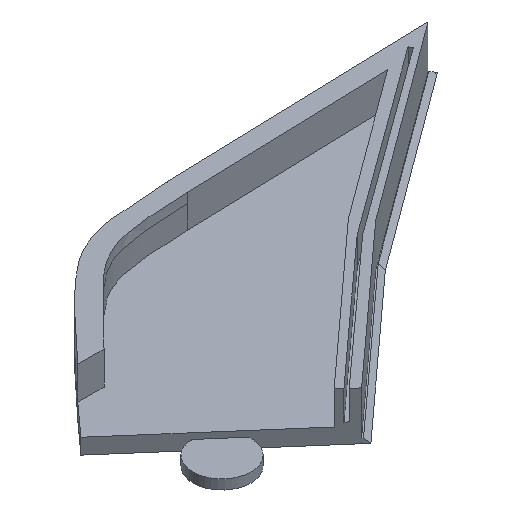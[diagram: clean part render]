
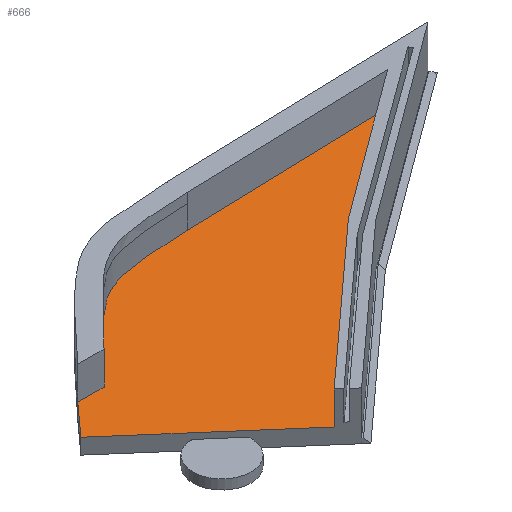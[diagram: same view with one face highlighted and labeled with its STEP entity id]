
A CAD part, isometric view. The second image highlights one B-rep face of the part: STEP entity #666.
In plain terms, the highlighted planar face has unit normal (0, 0, 1).
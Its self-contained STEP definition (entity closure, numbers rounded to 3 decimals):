
#25=B_SPLINE_CURVE_WITH_KNOTS('',3,(#1659,#1660,#1661,#1662,#1663,#1664,
#1665,#1666,#1667,#1668,#1669,#1670,#1671,#1672,#1673,#1674,#1675,#1676,
#1677,#1678,#1679,#1680,#1681,#1682,#1683,#1684,#1685,#1686,#1687,#1688,
#1689,#1690,#1691,#1692),.UNSPECIFIED.,.F.,.F.,(4,3,3,3,3,3,3,3,3,3,3,4),
(-2.215,-2.029,-1.839,-1.645,
-1.439,-1.234,-1.026,-0.812,
-0.593,-0.369,-0.139,0.),
 .UNSPECIFIED.);
#26=B_SPLINE_CURVE_WITH_KNOTS('',3,(#1710,#1711,#1712,#1713,#1714,#1715,
#1716,#1717,#1718,#1719,#1720,#1721,#1722,#1723,#1724,#1725,#1726,#1727,
#1728,#1729,#1730,#1731,#1732,#1733),.UNSPECIFIED.,.F.,.F.,(4,2,2,2,2,2,
2,2,2,2,2,4),(-15.182,-14.738,-13.64,-12.43,
-11.035,-9.339,-7.361,-6.844,
-4.813,-3.046,-1.477,0.),.UNSPECIFIED.);
#60=FACE_OUTER_BOUND('',#94,.T.);
#94=EDGE_LOOP('',(#521,#522,#523,#524,#525,#526,#527));
#159=LINE('',#1649,#241);
#166=LINE('',#1704,#248);
#167=LINE('',#1706,#249);
#168=LINE('',#1708,#250);
#169=LINE('',#1734,#251);
#241=VECTOR('',#808,10.);
#248=VECTOR('',#823,10.);
#249=VECTOR('',#824,10.);
#250=VECTOR('',#825,10.);
#251=VECTOR('',#826,10.);
#315=VERTEX_POINT('',#1646);
#316=VERTEX_POINT('',#1648);
#317=VERTEX_POINT('',#1657);
#318=VERTEX_POINT('',#1658);
#321=VERTEX_POINT('',#1705);
#322=VERTEX_POINT('',#1707);
#323=VERTEX_POINT('',#1709);
#393=EDGE_CURVE('',#315,#316,#159,.T.);
#395=EDGE_CURVE('',#317,#318,#25,.T.);
#402=EDGE_CURVE('',#316,#317,#166,.T.);
#403=EDGE_CURVE('',#321,#315,#167,.T.);
#404=EDGE_CURVE('',#322,#321,#168,.T.);
#405=EDGE_CURVE('',#323,#322,#26,.T.);
#406=EDGE_CURVE('',#318,#323,#169,.T.);
#521=ORIENTED_EDGE('',*,*,#402,.F.);
#522=ORIENTED_EDGE('',*,*,#393,.F.);
#523=ORIENTED_EDGE('',*,*,#403,.F.);
#524=ORIENTED_EDGE('',*,*,#404,.F.);
#525=ORIENTED_EDGE('',*,*,#405,.F.);
#526=ORIENTED_EDGE('',*,*,#406,.F.);
#527=ORIENTED_EDGE('',*,*,#395,.F.);
#635=PLANE('',#712);
#666=ADVANCED_FACE('',(#60),#635,.T.);
#712=AXIS2_PLACEMENT_3D('',#1703,#821,#822);
#808=DIRECTION('',(-0.74,-0.672,0.));
#821=DIRECTION('center_axis',(0.,0.,1.));
#822=DIRECTION('ref_axis',(1.,0.,0.));
#823=DIRECTION('',(-0.755,0.656,0.));
#824=DIRECTION('',(-0.805,-0.593,0.));
#825=DIRECTION('',(1.,0.03,0.));
#826=DIRECTION('',(1.,0.,0.));
#1646=CARTESIAN_POINT('',(701.817,-67.45,8.196));
#1648=CARTESIAN_POINT('',(621.84,-140.057,8.196));
#1649=CARTESIAN_POINT('',(542.791,-211.822,8.196));
#1657=CARTESIAN_POINT('',(551.775,-79.225,8.196));
#1658=CARTESIAN_POINT('',(566.66,-62.736,8.196));
#1659=CARTESIAN_POINT('Ctrl Pts',(551.775,-79.225,8.196));
#1660=CARTESIAN_POINT('Ctrl Pts',(552.28,-78.662,8.196));
#1661=CARTESIAN_POINT('Ctrl Pts',(552.775,-78.11,8.196));
#1662=CARTESIAN_POINT('Ctrl Pts',(553.262,-77.567,8.196));
#1663=CARTESIAN_POINT('Ctrl Pts',(553.76,-77.013,8.196));
#1664=CARTESIAN_POINT('Ctrl Pts',(554.249,-76.469,8.196));
#1665=CARTESIAN_POINT('Ctrl Pts',(554.729,-75.935,8.196));
#1666=CARTESIAN_POINT('Ctrl Pts',(555.22,-75.389,8.196));
#1667=CARTESIAN_POINT('Ctrl Pts',(555.701,-74.853,8.196));
#1668=CARTESIAN_POINT('Ctrl Pts',(556.175,-74.327,8.196));
#1669=CARTESIAN_POINT('Ctrl Pts',(556.676,-73.77,8.196));
#1670=CARTESIAN_POINT('Ctrl Pts',(557.169,-73.223,8.196));
#1671=CARTESIAN_POINT('Ctrl Pts',(557.652,-72.687,8.196));
#1672=CARTESIAN_POINT('Ctrl Pts',(558.133,-72.153,8.196));
#1673=CARTESIAN_POINT('Ctrl Pts',(558.606,-71.628,8.196));
#1674=CARTESIAN_POINT('Ctrl Pts',(559.071,-71.114,8.196));
#1675=CARTESIAN_POINT('Ctrl Pts',(559.544,-70.589,8.196));
#1676=CARTESIAN_POINT('Ctrl Pts',(560.01,-70.073,8.196));
#1677=CARTESIAN_POINT('Ctrl Pts',(560.467,-69.567,8.196));
#1678=CARTESIAN_POINT('Ctrl Pts',(560.933,-69.051,8.196));
#1679=CARTESIAN_POINT('Ctrl Pts',(561.391,-68.545,8.196));
#1680=CARTESIAN_POINT('Ctrl Pts',(561.841,-68.047,8.196));
#1681=CARTESIAN_POINT('Ctrl Pts',(562.305,-67.535,8.196));
#1682=CARTESIAN_POINT('Ctrl Pts',(562.761,-67.031,8.196));
#1683=CARTESIAN_POINT('Ctrl Pts',(563.208,-66.537,8.196));
#1684=CARTESIAN_POINT('Ctrl Pts',(563.664,-66.035,8.196));
#1685=CARTESIAN_POINT('Ctrl Pts',(564.111,-65.542,8.196));
#1686=CARTESIAN_POINT('Ctrl Pts',(564.55,-65.058,8.196));
#1687=CARTESIAN_POINT('Ctrl Pts',(565.002,-64.56,8.196));
#1688=CARTESIAN_POINT('Ctrl Pts',(565.445,-64.073,8.196));
#1689=CARTESIAN_POINT('Ctrl Pts',(565.88,-63.594,8.196));
#1690=CARTESIAN_POINT('Ctrl Pts',(566.143,-63.305,8.196));
#1691=CARTESIAN_POINT('Ctrl Pts',(566.403,-63.019,8.196));
#1692=CARTESIAN_POINT('Ctrl Pts',(566.66,-62.736,8.196));
#1703=CARTESIAN_POINT('Origin',(394.699,-368.238,8.196));
#1704=CARTESIAN_POINT('',(610.186,-129.939,8.196));
#1705=CARTESIAN_POINT('',(778.595,-10.944,8.196));
#1706=CARTESIAN_POINT('',(568.801,-165.342,8.196));
#1707=CARTESIAN_POINT('',(671.986,-14.102,8.196));
#1708=CARTESIAN_POINT('',(528.224,-18.36,8.196));
#1709=CARTESIAN_POINT('',(580.21,-62.736,8.196));
#1710=CARTESIAN_POINT('Ctrl Pts',(580.21,-62.736,8.196));
#1711=CARTESIAN_POINT('Ctrl Pts',(581.943,-60.852,8.196));
#1712=CARTESIAN_POINT('Ctrl Pts',(583.595,-59.064,8.196));
#1713=CARTESIAN_POINT('Ctrl Pts',(589.083,-53.158,8.196));
#1714=CARTESIAN_POINT('Ctrl Pts',(592.539,-49.503,8.196));
#1715=CARTESIAN_POINT('Ctrl Pts',(599.03,-42.781,8.196));
#1716=CARTESIAN_POINT('Ctrl Pts',(601.987,-39.811,8.196));
#1717=CARTESIAN_POINT('Ctrl Pts',(607.65,-34.329,8.196));
#1718=CARTESIAN_POINT('Ctrl Pts',(610.246,-31.956,8.196));
#1719=CARTESIAN_POINT('Ctrl Pts',(615.434,-27.52,8.196));
#1720=CARTESIAN_POINT('Ctrl Pts',(617.917,-25.628,8.196));
#1721=CARTESIAN_POINT('Ctrl Pts',(622.836,-22.343,8.196));
#1722=CARTESIAN_POINT('Ctrl Pts',(625.188,-21.074,8.196));
#1723=CARTESIAN_POINT('Ctrl Pts',(628.113,-19.818,8.196));
#1724=CARTESIAN_POINT('Ctrl Pts',(628.725,-19.572,8.196));
#1725=CARTESIAN_POINT('Ctrl Pts',(631.844,-18.393,8.196));
#1726=CARTESIAN_POINT('Ctrl Pts',(634.603,-17.613,8.196));
#1727=CARTESIAN_POINT('Ctrl Pts',(640.669,-16.395,8.196));
#1728=CARTESIAN_POINT('Ctrl Pts',(643.857,-15.924,8.196));
#1729=CARTESIAN_POINT('Ctrl Pts',(650.842,-15.182,8.196));
#1730=CARTESIAN_POINT('Ctrl Pts',(654.531,-14.894,8.196));
#1731=CARTESIAN_POINT('Ctrl Pts',(662.67,-14.429,8.196));
#1732=CARTESIAN_POINT('Ctrl Pts',(667.063,-14.248,8.196));
#1733=CARTESIAN_POINT('Ctrl Pts',(671.986,-14.102,8.196));
#1734=CARTESIAN_POINT('',(480.68,-62.736,8.196));
